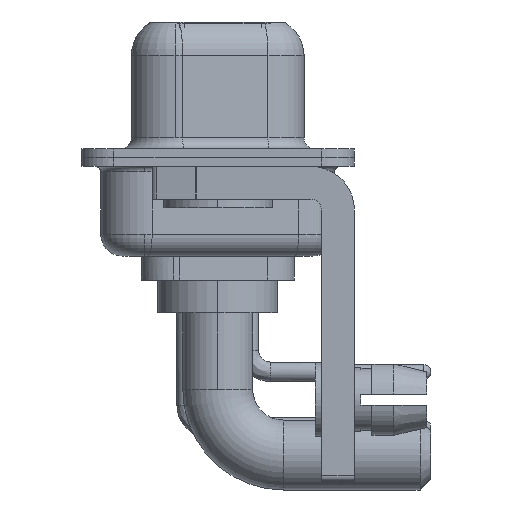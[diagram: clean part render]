
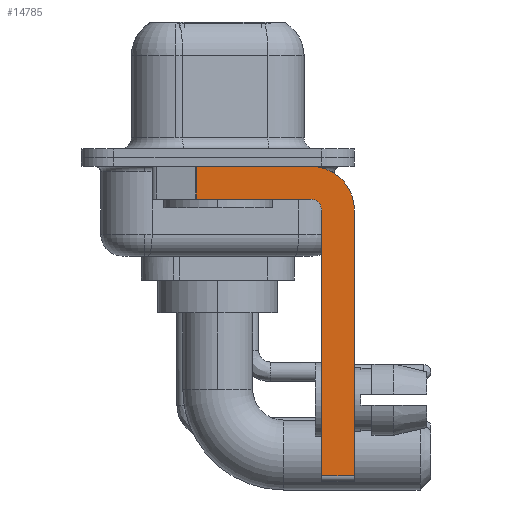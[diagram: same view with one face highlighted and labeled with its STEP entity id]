
A CAD part, left-side view. The second image highlights one B-rep face of the part: STEP entity #14785.
In plain terms, the highlighted planar face has unit normal (-1, 0, 0).
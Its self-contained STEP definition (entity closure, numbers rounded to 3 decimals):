
#191 = DIRECTION ( 'NONE',  ( 1., 0., 0. ) ) ;
#804 = CARTESIAN_POINT ( 'NONE',  ( -2.9, 0.978, -1.9 ) ) ;
#835 = PLANE ( 'NONE',  #19515 ) ;
#871 = VERTEX_POINT ( 'NONE', #14695 ) ;
#1259 = EDGE_CURVE ( 'NONE', #16945, #12145, #3584, .T. ) ;
#1293 = LINE ( 'NONE', #15226, #3848 ) ;
#2165 = VERTEX_POINT ( 'NONE', #3524 ) ;
#2895 = AXIS2_PLACEMENT_3D ( 'NONE', #16157, #191, #21200 ) ;
#3032 = DIRECTION ( 'NONE',  ( -1., 0., 0. ) ) ;
#3453 = CARTESIAN_POINT ( 'NONE',  ( -2.9, -6.25, -2.4 ) ) ;
#3524 = CARTESIAN_POINT ( 'NONE',  ( -2.9, -4.25, -1.9 ) ) ;
#3584 = LINE ( 'NONE', #17644, #5209 ) ;
#3848 = VECTOR ( 'NONE', #13175, 1000. ) ;
#4570 = CARTESIAN_POINT ( 'NONE',  ( -2.9, 0.978, -0.4 ) ) ;
#4955 = CARTESIAN_POINT ( 'NONE',  ( -2.9, -4.25, -2.4 ) ) ;
#5209 = VECTOR ( 'NONE', #10686, 1000. ) ;
#5776 = VECTOR ( 'NONE', #20018, 1000. ) ;
#7089 = CARTESIAN_POINT ( 'NONE',  ( -2.9, 0.978, -1.9 ) ) ;
#7814 = FACE_OUTER_BOUND ( 'NONE', #17180, .T. ) ;
#7837 = ORIENTED_EDGE ( 'NONE', *, *, #10711, .F. ) ;
#8027 = LINE ( 'NONE', #14989, #5776 ) ;
#8651 = DIRECTION ( 'NONE',  ( 0., 0., 1. ) ) ;
#9453 = EDGE_CURVE ( 'NONE', #2165, #20091, #8027, .T. ) ;
#9467 = VERTEX_POINT ( 'NONE', #4570 ) ;
#9479 = AXIS2_PLACEMENT_3D ( 'NONE', #4955, #3032, #8651 ) ;
#9858 = CIRCLE ( 'NONE', #2895, 2. ) ;
#10686 = DIRECTION ( 'NONE',  ( 0., 0., 1. ) ) ;
#10711 = EDGE_CURVE ( 'NONE', #16501, #871, #15573, .T. ) ;
#11243 = CARTESIAN_POINT ( 'NONE',  ( -2.9, -6.25, -2.4 ) ) ;
#11395 = ORIENTED_EDGE ( 'NONE', *, *, #20402, .F. ) ;
#11645 = ORIENTED_EDGE ( 'NONE', *, *, #17752, .T. ) ;
#11710 = CARTESIAN_POINT ( 'NONE',  ( -2.9, -4.75, -14.55 ) ) ;
#11905 = ORIENTED_EDGE ( 'NONE', *, *, #17393, .T. ) ;
#12145 = VERTEX_POINT ( 'NONE', #20562 ) ;
#12457 = CARTESIAN_POINT ( 'NONE',  ( -2.9, 3., -0.4 ) ) ;
#13175 = DIRECTION ( 'NONE',  ( 0., -1., 0. ) ) ;
#13333 = ORIENTED_EDGE ( 'NONE', *, *, #20529, .F. ) ;
#13373 = LINE ( 'NONE', #804, #15921 ) ;
#14053 = ORIENTED_EDGE ( 'NONE', *, *, #1259, .F. ) ;
#14211 = CIRCLE ( 'NONE', #9479, 0.5 ) ;
#14651 = CARTESIAN_POINT ( 'NONE',  ( -2.9, -4.25, -2.4 ) ) ;
#14695 = CARTESIAN_POINT ( 'NONE',  ( -2.9, -6.25, -14.55 ) ) ;
#14785 = ADVANCED_FACE ( 'NONE', ( #7814 ), #835, .F. ) ;
#14989 = CARTESIAN_POINT ( 'NONE',  ( -2.9, -4.25, -1.9 ) ) ;
#15226 = CARTESIAN_POINT ( 'NONE',  ( -2.9, -4.25, -14.55 ) ) ;
#15272 = ORIENTED_EDGE ( 'NONE', *, *, #17721, .F. ) ;
#15573 = LINE ( 'NONE', #3453, #18644 ) ;
#15921 = VECTOR ( 'NONE', #18626, 1000. ) ;
#16157 = CARTESIAN_POINT ( 'NONE',  ( -2.9, -4.25, -2.4 ) ) ;
#16327 = DIRECTION ( 'NONE',  ( 0., -1., 0. ) ) ;
#16501 = VERTEX_POINT ( 'NONE', #11243 ) ;
#16708 = DIRECTION ( 'NONE',  ( 0., 0., -1. ) ) ;
#16945 = VERTEX_POINT ( 'NONE', #11710 ) ;
#17180 = EDGE_LOOP ( 'NONE', ( #15272, #11645, #18793, #11395, #14053, #11905, #7837, #13333 ) ) ;
#17393 = EDGE_CURVE ( 'NONE', #16945, #871, #1293, .T. ) ;
#17644 = CARTESIAN_POINT ( 'NONE',  ( -2.9, -4.75, -14.8 ) ) ;
#17721 = EDGE_CURVE ( 'NONE', #9467, #21011, #18050, .T. ) ;
#17752 = EDGE_CURVE ( 'NONE', #9467, #20091, #13373, .T. ) ;
#18050 = LINE ( 'NONE', #12457, #19933 ) ;
#18626 = DIRECTION ( 'NONE',  ( 0., 0., -1. ) ) ;
#18644 = VECTOR ( 'NONE', #22346, 1000. ) ;
#18793 = ORIENTED_EDGE ( 'NONE', *, *, #9453, .F. ) ;
#19515 = AXIS2_PLACEMENT_3D ( 'NONE', #14651, #21634, #16708 ) ;
#19569 = CARTESIAN_POINT ( 'NONE',  ( -2.9, -4.25, -0.4 ) ) ;
#19933 = VECTOR ( 'NONE', #16327, 1000. ) ;
#20018 = DIRECTION ( 'NONE',  ( 0., 1., 0. ) ) ;
#20091 = VERTEX_POINT ( 'NONE', #7089 ) ;
#20402 = EDGE_CURVE ( 'NONE', #12145, #2165, #14211, .T. ) ;
#20529 = EDGE_CURVE ( 'NONE', #21011, #16501, #9858, .T. ) ;
#20562 = CARTESIAN_POINT ( 'NONE',  ( -2.9, -4.75, -2.4 ) ) ;
#21011 = VERTEX_POINT ( 'NONE', #19569 ) ;
#21200 = DIRECTION ( 'NONE',  ( 0., 0., -1. ) ) ;
#21634 = DIRECTION ( 'NONE',  ( 1., 0., 0. ) ) ;
#22346 = DIRECTION ( 'NONE',  ( 0., 0., -1. ) ) ;
